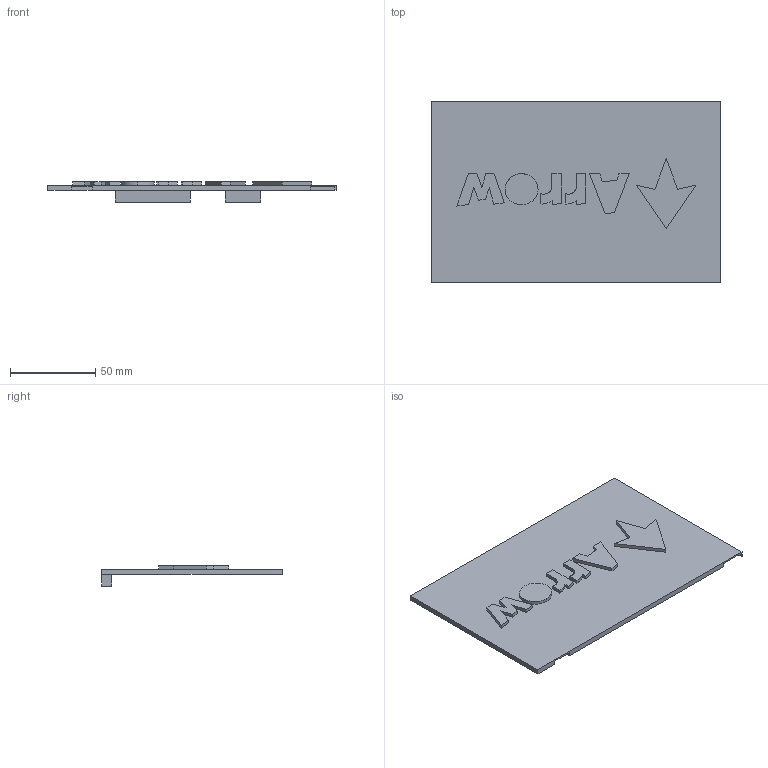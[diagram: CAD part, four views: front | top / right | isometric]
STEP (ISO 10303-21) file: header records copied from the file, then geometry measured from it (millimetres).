
FILE_DESCRIPTION(/* description */ (''),/* implementation_level */ '2;1');
FILE_NAME(/* name */ 'Top.step',/* time_stamp */ '2024-07-20T14:12:42+01:00',/* author */ (''),/* organization */ (''),/* preprocessor_version */ 'ST-DEVELOPER v20',/* originating_system */ 'Autodesk Translation Framework v13.14.0.145',/* authorisation */ '');
FILE_SCHEMA (('AUTOMOTIVE_DESIGN { 1 0 10303 214 3 1 1 }'));
Length unit declared in the file: millimetre
Products named in the file (1): Top
Bounding box: 169 x 106 x 12 mm (x, y, z)
Volume: 59381.4 mm3; surface area: 39613.4 mm2
Topology: 1 solids, 1 shells, 92 faces, 252 edges, 168 vertices
Faces by surface type: plane 76, bspline 16
Entity records: 2937 total; most frequent: CARTESIAN_POINT 721, ORIENTED_EDGE 504, DIRECTION 374, EDGE_CURVE 252, LINE 220, VECTOR 220, VERTEX_POINT 168, EDGE_LOOP 98
